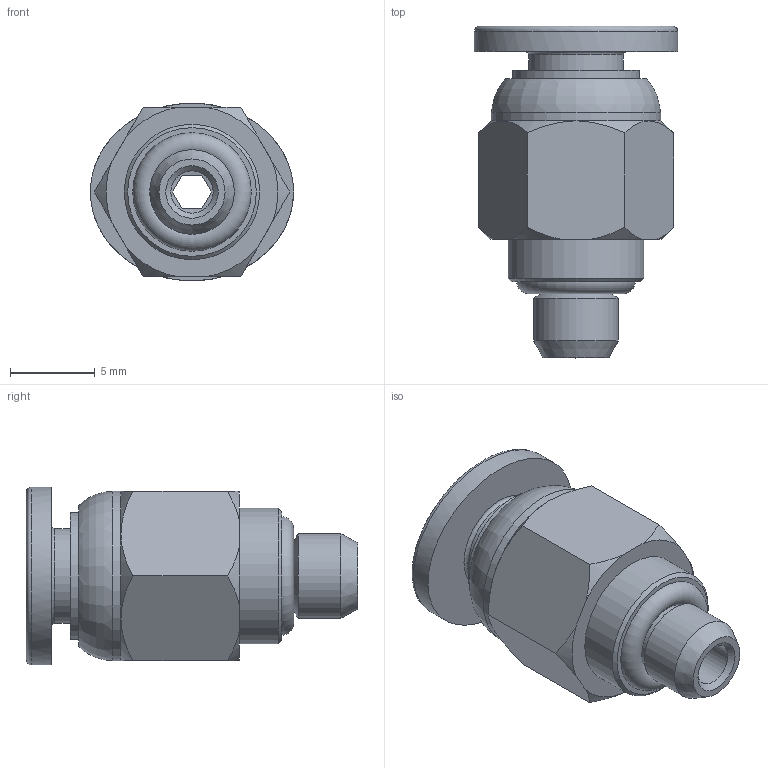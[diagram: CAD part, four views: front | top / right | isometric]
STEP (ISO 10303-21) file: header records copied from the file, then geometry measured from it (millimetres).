
FILE_DESCRIPTION (( 'STEP AP214' ), '1' );
FILE_NAME ('PC 04-M5.STEP', '2024-11-24T08:16:27', ( '' ), ( '' ), 'SwSTEP 2.0', 'SolidWorks 2020', '' );
FILE_SCHEMA (( 'AUTOMOTIVE_DESIGN' ));
Length unit declared in the file: millimetre
Products named in the file (2): PC 04-M5; PC 04-M5 STEP_______________.STEP
Assembly tree (1 placements, depth 2):
  PC 04-M5
    PC 04-M5 STEP_______________.STEP
Bounding box: 12 x 19.6 x 10.5 mm (x, y, z)
Volume: 986.3 mm3; surface area: 1045.6 mm2
Topology: 1 solids, 1 shells, 51 faces, 114 edges, 71 vertices
Faces by surface type: plane 20, cone 17, cylinder 8, torus 4, bspline 2
Full cylindrical faces by diameter (mm): 2.5 x1, 4.1 x1, 4.2 x1, 5 x1, 5.6 x1, 7.5 x1, 8 x1, 10 x1
Entity records: 2012 total; most frequent: CARTESIAN_POINT 872, DIRECTION 198, ORIENTED_EDGE 182, EDGE_CURVE 91, AXIS2_PLACEMENT_3D 87, EDGE_LOOP 78, VERTEX_POINT 67, FACE_OUTER_BOUND 65
